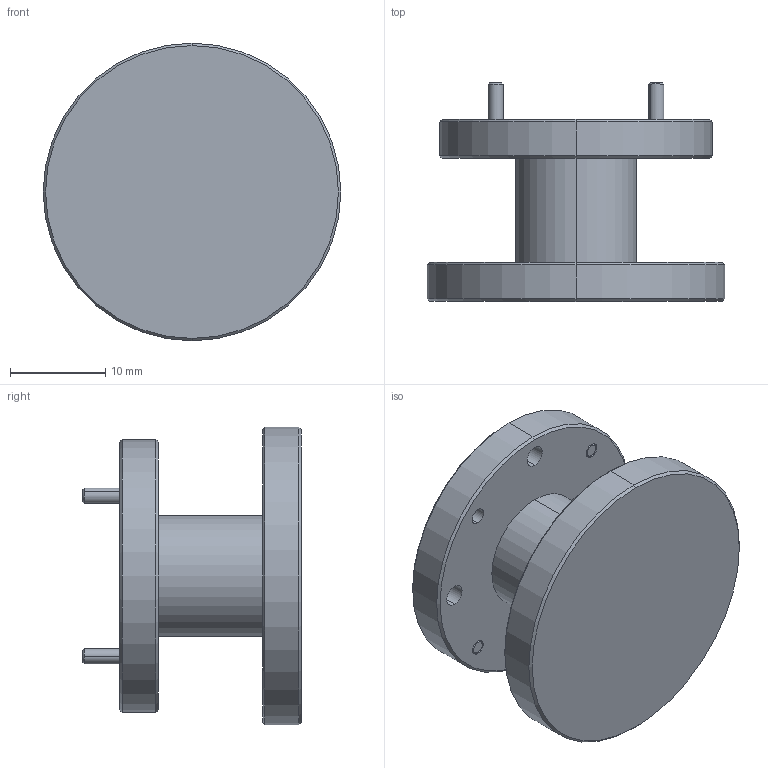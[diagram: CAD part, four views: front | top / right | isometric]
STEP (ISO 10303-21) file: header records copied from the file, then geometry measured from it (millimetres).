
FILE_DESCRIPTION (( 'STEP AP203' ), '1' );
FILE_NAME ('SAH-4036031060-219-S1.STEP', '2022-03-11T01:31:56', ( '' ), ( '' ), 'SwSTEP 2.0', 'SolidWorks 2021', '' );
FILE_SCHEMA (( 'CONFIG_CONTROL_DESIGN' ));
Length unit declared in the file: inch
Products named in the file (1): SAH-4036031060-219-S1
Bounding box: 31.22 x 22.92 x 31.22 mm (x, y, z)
Volume: 6779 mm3; surface area: 3995.8 mm2
Topology: 3 solids, 3 shells, 81 faces, 186 edges, 116 vertices
Faces by surface type: cylinder 42, cone 24, plane 15
Entity records: 2431 total; most frequent: DIRECTION 466, CARTESIAN_POINT 384, ORIENTED_EDGE 372, AXIS2_PLACEMENT_3D 198, EDGE_CURVE 186, CIRCLE 116, VERTEX_POINT 116, EDGE_LOOP 102
